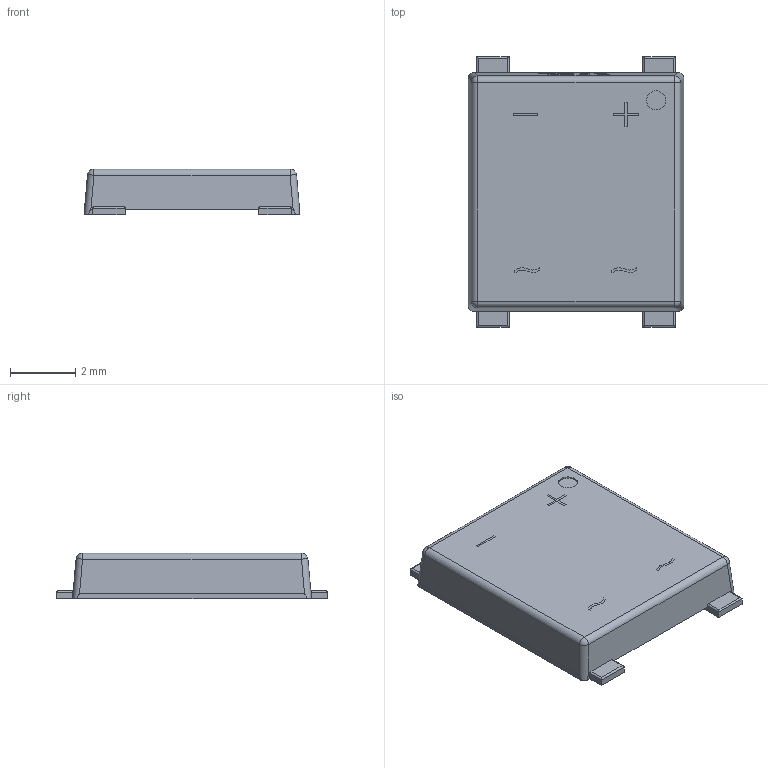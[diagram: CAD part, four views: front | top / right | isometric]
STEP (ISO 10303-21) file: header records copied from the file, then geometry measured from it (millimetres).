
FILE_DESCRIPTION (( 'STEP AP214' ), '1' );
FILE_NAME ('DIO-BG-SMD_YBS_BL.step', '2022-07-04T09:51:20', ( '' ), ( '' ), 'SwSTEP 2.0', 'SolidWorks 2020', '' );
FILE_SCHEMA (( 'AUTOMOTIVE_DESIGN' ));
Length unit declared in the file: millimetre
Products named in the file (1): DIO-BG-SMD_YBS_BL
Bounding box: 6.6 x 8.3 x 1.4 mm (x, y, z)
Volume: 61.3 mm3; surface area: 137.4 mm2
Topology: 5 solids, 5 shells, 295 faces, 791 edges, 530 vertices
Faces by surface type: plane 171, bspline 98, cylinder 22, sphere 4
Entity records: 13108 total; most frequent: CARTESIAN_POINT 3135, ORIENTED_EDGE 1582, DIRECTION 979, EDGE_CURVE 791, LINE 535, VECTOR 535, VERTEX_POINT 530, EDGE_LOOP 319
